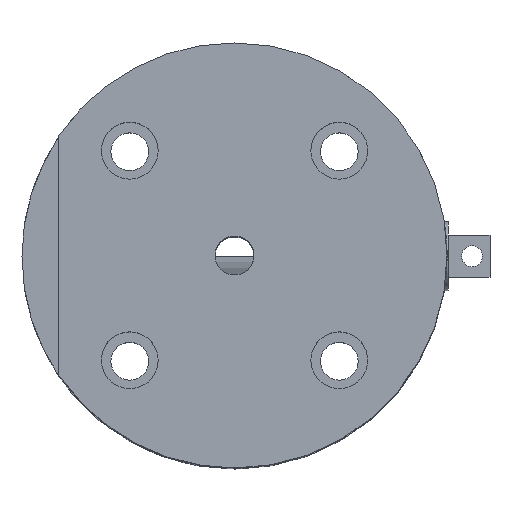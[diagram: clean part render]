
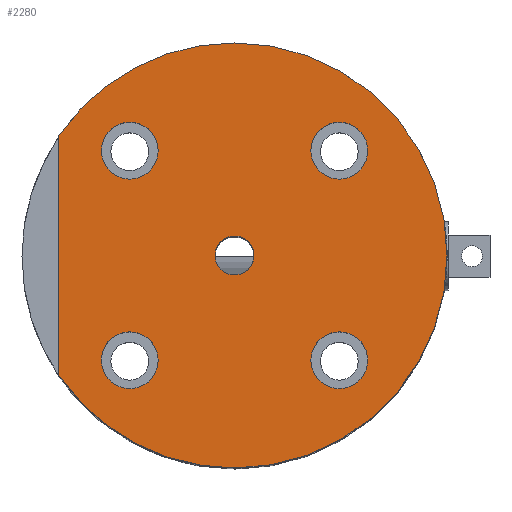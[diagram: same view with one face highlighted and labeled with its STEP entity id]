
A CAD part, top view. The second image highlights one B-rep face of the part: STEP entity #2280.
In plain terms, the highlighted face is planar.
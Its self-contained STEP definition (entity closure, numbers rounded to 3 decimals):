
#94 = FACE_BOUND ( 'NONE', #1152, .T. ) ;
#160 = DIRECTION ( 'NONE',  ( -1., 0., 0. ) ) ;
#211 = DIRECTION ( 'NONE',  ( -1., 0., 0. ) ) ;
#277 = DIRECTION ( 'NONE',  ( -1., 0., 0. ) ) ;
#285 = DIRECTION ( 'NONE',  ( -1., 0., 0. ) ) ;
#313 = CARTESIAN_POINT ( 'NONE',  ( -17.501, 17.501, -7.5 ) ) ;
#319 = ORIENTED_EDGE ( 'NONE', *, *, #4288, .F. ) ;
#330 = VECTOR ( 'NONE', #2524, 1000. ) ;
#357 = CARTESIAN_POINT ( 'NONE',  ( -12.751, 17.501, -7.5 ) ) ;
#368 = CIRCLE ( 'NONE', #3551, 35.5 ) ;
#384 = EDGE_CURVE ( 'NONE', #1463, #2940, #368, .T. ) ;
#413 = EDGE_CURVE ( 'NONE', #1145, #4096, #924, .T. ) ;
#425 = DIRECTION ( 'NONE',  ( 0., 0., -1. ) ) ;
#436 = EDGE_CURVE ( 'NONE', #3507, #3039, #4118, .T. ) ;
#505 = CARTESIAN_POINT ( 'NONE',  ( 20., -29.33, -7.5 ) ) ;
#536 = CARTESIAN_POINT ( 'NONE',  ( -3.25, 0., -7.5 ) ) ;
#570 = DIRECTION ( 'NONE',  ( -1., 0., 0. ) ) ;
#591 = DIRECTION ( 'NONE',  ( 0., 0., -1. ) ) ;
#608 = AXIS2_PLACEMENT_3D ( 'NONE', #2115, #3199, #211 ) ;
#620 = CARTESIAN_POINT ( 'NONE',  ( 3.25, 0., -7.5 ) ) ;
#624 = EDGE_CURVE ( 'NONE', #4108, #3182, #4047, .T. ) ;
#662 = CARTESIAN_POINT ( 'NONE',  ( -17.501, -17.501, -7.5 ) ) ;
#702 = AXIS2_PLACEMENT_3D ( 'NONE', #950, #3599, #285 ) ;
#794 = FACE_BOUND ( 'NONE', #3337, .T. ) ;
#806 = DIRECTION ( 'NONE',  ( 0., 0., -1. ) ) ;
#834 = PLANE ( 'NONE',  #3886 ) ;
#841 = CIRCLE ( 'NONE', #702, 35.5 ) ;
#879 = EDGE_LOOP ( 'NONE', ( #1753, #3969 ) ) ;
#924 = CIRCLE ( 'NONE', #1701, 4.75 ) ;
#934 = VERTEX_POINT ( 'NONE', #4119 ) ;
#947 = ORIENTED_EDGE ( 'NONE', *, *, #384, .T. ) ;
#950 = CARTESIAN_POINT ( 'NONE',  ( 0., 0., -7.5 ) ) ;
#994 = AXIS2_PLACEMENT_3D ( 'NONE', #4085, #806, #2476 ) ;
#1033 = CARTESIAN_POINT ( 'NONE',  ( -35.5, 0., -7.5 ) ) ;
#1065 = CARTESIAN_POINT ( 'NONE',  ( -20., -29.33, -7.5 ) ) ;
#1110 = ORIENTED_EDGE ( 'NONE', *, *, #3314, .F. ) ;
#1124 = VERTEX_POINT ( 'NONE', #1306 ) ;
#1126 = FACE_OUTER_BOUND ( 'NONE', #2783, .T. ) ;
#1145 = VERTEX_POINT ( 'NONE', #357 ) ;
#1152 = EDGE_LOOP ( 'NONE', ( #2563, #3709 ) ) ;
#1195 = EDGE_CURVE ( 'NONE', #3947, #3326, #3866, .T. ) ;
#1206 = AXIS2_PLACEMENT_3D ( 'NONE', #2153, #425, #2487 ) ;
#1240 = DIRECTION ( 'NONE',  ( 0., 0., -1. ) ) ;
#1251 = EDGE_CURVE ( 'NONE', #3708, #2742, #3155, .T. ) ;
#1302 = EDGE_CURVE ( 'NONE', #2742, #3708, #2110, .T. ) ;
#1306 = CARTESIAN_POINT ( 'NONE',  ( 22.251, -17.501, -7.5 ) ) ;
#1404 = ORIENTED_EDGE ( 'NONE', *, *, #2741, .T. ) ;
#1419 = DIRECTION ( 'NONE',  ( -1., 0., 0. ) ) ;
#1426 = CARTESIAN_POINT ( 'NONE',  ( -22.251, 17.501, -7.5 ) ) ;
#1455 = CIRCLE ( 'NONE', #1806, 4.75 ) ;
#1460 = ORIENTED_EDGE ( 'NONE', *, *, #413, .F. ) ;
#1463 = VERTEX_POINT ( 'NONE', #2851 ) ;
#1533 = CARTESIAN_POINT ( 'NONE',  ( 17.501, -17.501, -7.5 ) ) ;
#1628 = CARTESIAN_POINT ( 'NONE',  ( -12.751, -17.501, -7.5 ) ) ;
#1656 = DIRECTION ( 'NONE',  ( -1., 0., 0. ) ) ;
#1674 = EDGE_CURVE ( 'NONE', #4096, #1145, #4180, .T. ) ;
#1701 = AXIS2_PLACEMENT_3D ( 'NONE', #4172, #2251, #3558 ) ;
#1753 = ORIENTED_EDGE ( 'NONE', *, *, #3027, .F. ) ;
#1777 = ORIENTED_EDGE ( 'NONE', *, *, #1195, .T. ) ;
#1806 = AXIS2_PLACEMENT_3D ( 'NONE', #3383, #3320, #2698 ) ;
#1852 = LINE ( 'NONE', #3173, #330 ) ;
#1934 = CIRCLE ( 'NONE', #2351, 4.75 ) ;
#2003 = AXIS2_PLACEMENT_3D ( 'NONE', #2722, #3940, #3361 ) ;
#2095 = ORIENTED_EDGE ( 'NONE', *, *, #1251, .F. ) ;
#2110 = CIRCLE ( 'NONE', #1206, 4.75 ) ;
#2115 = CARTESIAN_POINT ( 'NONE',  ( 0., 0., -7.5 ) ) ;
#2152 = FACE_BOUND ( 'NONE', #879, .T. ) ;
#2153 = CARTESIAN_POINT ( 'NONE',  ( -17.501, -17.501, -7.5 ) ) ;
#2174 = DIRECTION ( 'NONE',  ( 0., 0., -1. ) ) ;
#2236 = DIRECTION ( 'NONE',  ( 0., 0., -1. ) ) ;
#2251 = DIRECTION ( 'NONE',  ( 0., 0., -1. ) ) ;
#2280 = ADVANCED_FACE ( 'NONE', ( #3093, #94, #794, #2486, #1126, #2152 ), #834, .T. ) ;
#2298 = AXIS2_PLACEMENT_3D ( 'NONE', #1533, #1240, #277 ) ;
#2299 = ORIENTED_EDGE ( 'NONE', *, *, #1674, .F. ) ;
#2351 = AXIS2_PLACEMENT_3D ( 'NONE', #3071, #4032, #3655 ) ;
#2384 = DIRECTION ( 'NONE',  ( 0., 0., -1. ) ) ;
#2463 = CARTESIAN_POINT ( 'NONE',  ( 0., 0., -7.5 ) ) ;
#2465 = DIRECTION ( 'NONE',  ( 0., 0., -1. ) ) ;
#2469 = CARTESIAN_POINT ( 'NONE',  ( 22.251, 17.501, -7.5 ) ) ;
#2476 = DIRECTION ( 'NONE',  ( -1., 0., 0. ) ) ;
#2486 = FACE_BOUND ( 'NONE', #3860, .T. ) ;
#2487 = DIRECTION ( 'NONE',  ( -1., 0., 0. ) ) ;
#2524 = DIRECTION ( 'NONE',  ( -1., 0., 0. ) ) ;
#2563 = ORIENTED_EDGE ( 'NONE', *, *, #3339, .F. ) ;
#2565 = CARTESIAN_POINT ( 'NONE',  ( 0., 0., -7.5 ) ) ;
#2586 = DIRECTION ( 'NONE',  ( -1., 0., 0. ) ) ;
#2682 = CARTESIAN_POINT ( 'NONE',  ( -22.251, -17.501, -7.5 ) ) ;
#2698 = DIRECTION ( 'NONE',  ( -1., 0., 0. ) ) ;
#2722 = CARTESIAN_POINT ( 'NONE',  ( 0., 0., -7.5 ) ) ;
#2741 = EDGE_CURVE ( 'NONE', #3326, #1463, #841, .T. ) ;
#2742 = VERTEX_POINT ( 'NONE', #1628 ) ;
#2783 = EDGE_LOOP ( 'NONE', ( #2993, #1777, #1404, #947 ) ) ;
#2817 = AXIS2_PLACEMENT_3D ( 'NONE', #3250, #591, #570 ) ;
#2851 = CARTESIAN_POINT ( 'NONE',  ( 35.5, 0., -7.5 ) ) ;
#2882 = AXIS2_PLACEMENT_3D ( 'NONE', #313, #2384, #1656 ) ;
#2940 = VERTEX_POINT ( 'NONE', #505 ) ;
#2952 = EDGE_CURVE ( 'NONE', #2940, #3947, #1852, .T. ) ;
#2993 = ORIENTED_EDGE ( 'NONE', *, *, #2952, .T. ) ;
#3027 = EDGE_CURVE ( 'NONE', #3039, #3507, #4210, .T. ) ;
#3039 = VERTEX_POINT ( 'NONE', #536 ) ;
#3071 = CARTESIAN_POINT ( 'NONE',  ( 17.501, 17.501, -7.5 ) ) ;
#3093 = FACE_BOUND ( 'NONE', #3398, .T. ) ;
#3155 = CIRCLE ( 'NONE', #3612, 4.75 ) ;
#3173 = CARTESIAN_POINT ( 'NONE',  ( 20., -29.33, -7.5 ) ) ;
#3182 = VERTEX_POINT ( 'NONE', #4266 ) ;
#3199 = DIRECTION ( 'NONE',  ( 0., 0., -1. ) ) ;
#3250 = CARTESIAN_POINT ( 'NONE',  ( 0., 0., -7.5 ) ) ;
#3314 = EDGE_CURVE ( 'NONE', #1124, #934, #1455, .T. ) ;
#3320 = DIRECTION ( 'NONE',  ( 0., 0., -1. ) ) ;
#3326 = VERTEX_POINT ( 'NONE', #1033 ) ;
#3337 = EDGE_LOOP ( 'NONE', ( #319, #1110 ) ) ;
#3339 = EDGE_CURVE ( 'NONE', #3182, #4108, #1934, .T. ) ;
#3361 = DIRECTION ( 'NONE',  ( -1., 0., 0. ) ) ;
#3383 = CARTESIAN_POINT ( 'NONE',  ( 17.501, -17.501, -7.5 ) ) ;
#3398 = EDGE_LOOP ( 'NONE', ( #2299, #1460 ) ) ;
#3411 = ORIENTED_EDGE ( 'NONE', *, *, #1302, .F. ) ;
#3507 = VERTEX_POINT ( 'NONE', #620 ) ;
#3551 = AXIS2_PLACEMENT_3D ( 'NONE', #2565, #2236, #2586 ) ;
#3558 = DIRECTION ( 'NONE',  ( -1., 0., 0. ) ) ;
#3599 = DIRECTION ( 'NONE',  ( 0., 0., -1. ) ) ;
#3612 = AXIS2_PLACEMENT_3D ( 'NONE', #662, #2465, #1419 ) ;
#3655 = DIRECTION ( 'NONE',  ( -1., 0., 0. ) ) ;
#3708 = VERTEX_POINT ( 'NONE', #2682 ) ;
#3709 = ORIENTED_EDGE ( 'NONE', *, *, #624, .F. ) ;
#3860 = EDGE_LOOP ( 'NONE', ( #2095, #3411 ) ) ;
#3866 = CIRCLE ( 'NONE', #2003, 35.5 ) ;
#3886 = AXIS2_PLACEMENT_3D ( 'NONE', #2463, #2174, #160 ) ;
#3940 = DIRECTION ( 'NONE',  ( 0., 0., -1. ) ) ;
#3947 = VERTEX_POINT ( 'NONE', #1065 ) ;
#3948 = CIRCLE ( 'NONE', #2298, 4.75 ) ;
#3969 = ORIENTED_EDGE ( 'NONE', *, *, #436, .F. ) ;
#4032 = DIRECTION ( 'NONE',  ( 0., 0., -1. ) ) ;
#4047 = CIRCLE ( 'NONE', #994, 4.75 ) ;
#4085 = CARTESIAN_POINT ( 'NONE',  ( 17.501, 17.501, -7.5 ) ) ;
#4096 = VERTEX_POINT ( 'NONE', #1426 ) ;
#4108 = VERTEX_POINT ( 'NONE', #2469 ) ;
#4118 = CIRCLE ( 'NONE', #2817, 3.25 ) ;
#4119 = CARTESIAN_POINT ( 'NONE',  ( 12.751, -17.501, -7.5 ) ) ;
#4172 = CARTESIAN_POINT ( 'NONE',  ( -17.501, 17.501, -7.5 ) ) ;
#4180 = CIRCLE ( 'NONE', #2882, 4.75 ) ;
#4210 = CIRCLE ( 'NONE', #608, 3.25 ) ;
#4266 = CARTESIAN_POINT ( 'NONE',  ( 12.751, 17.501, -7.5 ) ) ;
#4288 = EDGE_CURVE ( 'NONE', #934, #1124, #3948, .T. ) ;
